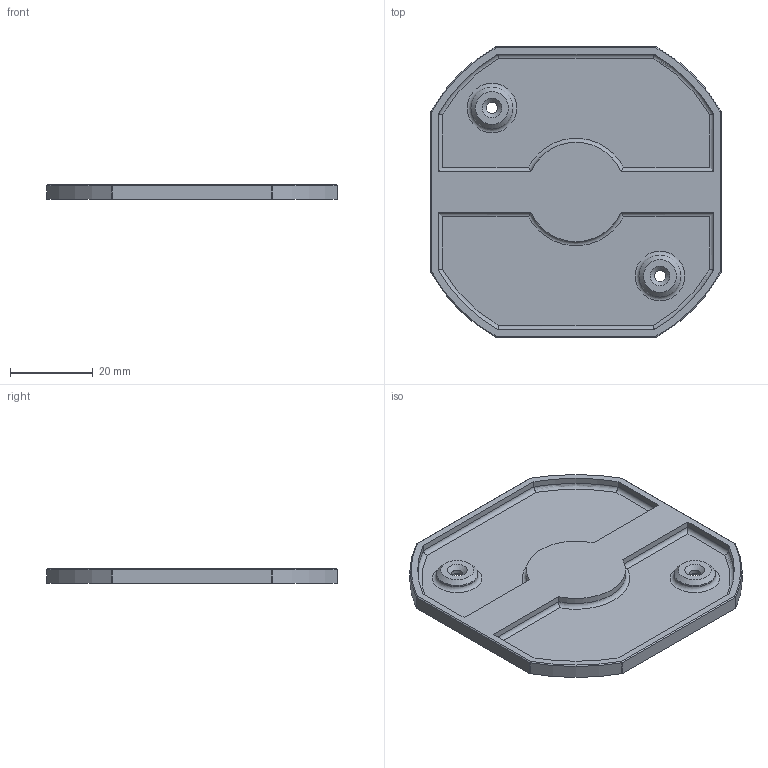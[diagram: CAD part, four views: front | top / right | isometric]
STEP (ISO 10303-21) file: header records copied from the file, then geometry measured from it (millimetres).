
FILE_DESCRIPTION(/* description */ ('STEP AP214'),/* implementation_level */ '2;1');
FILE_NAME(/* name */ '60a25e417b5fd60faff7b892',/* time_stamp */ '2021-05-17T12:14:58+00:00',/* author */ (''),/* organization */ (''),/* preprocessor_version */ 'ST-DEVELOPER v18.1',/* originating_system */ ' ',/* authorisation */ ' ');
FILE_SCHEMA (('AUTOMOTIVE_DESIGN {1 0 10303 214 3 1 1}'));
Length unit declared in the file: metre
Products named in the file (1): bot
Bounding box: 70.3 x 70.3 x 3.5 mm (x, y, z)
Volume: 8177.5 mm3; surface area: 10784.6 mm2
Topology: 1 solids, 1 shells, 84 faces, 194 edges, 110 vertices
Faces by surface type: cylinder 34, plane 26, cone 16, torus 8
Full cylindrical faces by diameter (mm): 2.8 x2, 6 x2, 10 x2
Entity records: 2340 total; most frequent: CARTESIAN_POINT 505, DIRECTION 394, ORIENTED_EDGE 340, EDGE_CURVE 170, AXIS2_PLACEMENT_3D 153, VERTEX_POINT 106, EDGE_LOOP 106, FACE_BOUND 106
